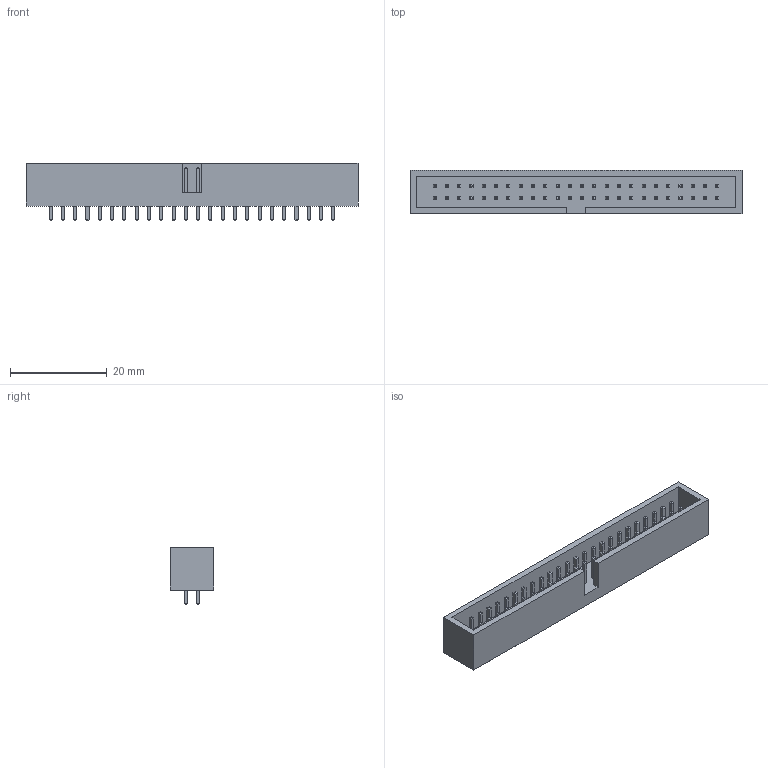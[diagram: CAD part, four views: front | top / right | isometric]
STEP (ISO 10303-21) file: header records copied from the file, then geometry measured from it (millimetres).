
FILE_DESCRIPTION(/* description */ ('model of Box_Header_Straight_2x24x2.54mm'),/* implementation_level */ '2;1');
FILE_NAME(/* name */ 'Box_Header_Straight_2x24x2.54mm.step',/* time_stamp */ '2017-06-13T10:55:53',/* author */ ('kicad StepUp','ksu'),/* organization */ ('FreeCAD'),/* preprocessor_version */ 'OCC',/* originating_system */ 'kicad StepUp',/* authorisation */ '');
FILE_SCHEMA(('AUTOMOTIVE_DESIGN_CC2 { 1 2 10303 214 -1 1 5 4 }'));
Length unit declared in the file: millimetre
Products named in the file (1): Box_Header_Straight_2x24x254mm
Bounding box: 68.58 x 8.9 x 11.9 mm (x, y, z)
Volume: 2979.3 mm3; surface area: 4423 mm2
Topology: 1 solids, 1 shells, 878 faces, 1960 edges, 1180 vertices
Faces by surface type: plane 878
Entity records: 29463 total; most frequent: CARTESIAN_POINT 4019, ORIENTED_EDGE 3920, DIRECTION 3718, EDGE_CURVE 1960, LINE 1960, VECTOR 1960, VERTEX_POINT 1180, FACE_BOUND 974
